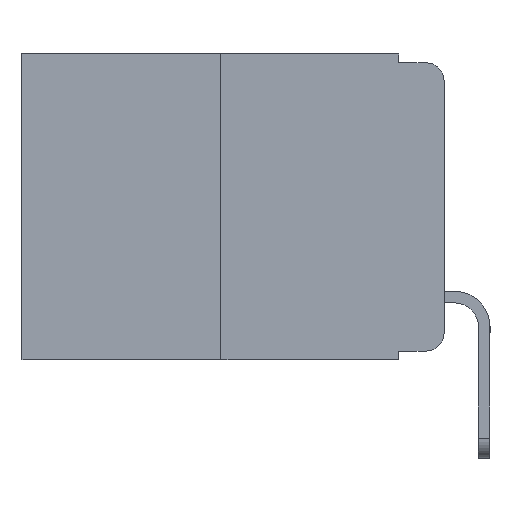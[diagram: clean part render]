
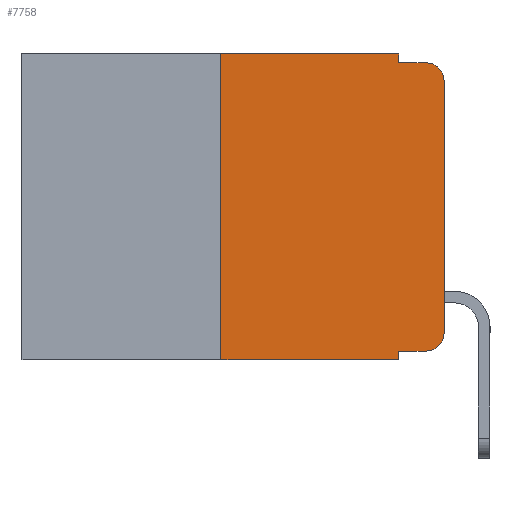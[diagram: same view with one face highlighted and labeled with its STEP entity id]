
A CAD part, left-side view. The second image highlights one B-rep face of the part: STEP entity #7758.
In plain terms, the highlighted planar face has unit normal (-1, 0, 0).
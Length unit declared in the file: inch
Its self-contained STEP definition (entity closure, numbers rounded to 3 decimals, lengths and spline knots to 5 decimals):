
#1 = ORIENTED_EDGE ( 'NONE', *, *, #11148, .F. ) ;
#312 = ORIENTED_EDGE ( 'NONE', *, *, #11166, .F. ) ;
#375 = CIRCLE ( 'NONE', #9715, 0.02 ) ;
#676 = ORIENTED_EDGE ( 'NONE', *, *, #8871, .F. ) ;
#726 = ORIENTED_EDGE ( 'NONE', *, *, #11192, .F. ) ;
#867 = CARTESIAN_POINT ( 'NONE',  ( 0., 0.051, -0.01 ) ) ;
#891 = DIRECTION ( 'NONE',  ( 0., 0., -1. ) ) ;
#901 = LINE ( 'NONE', #2691, #14451 ) ;
#921 = VERTEX_POINT ( 'NONE', #12329 ) ;
#932 = ORIENTED_EDGE ( 'NONE', *, *, #10394, .T. ) ;
#1158 = DIRECTION ( 'NONE',  ( -1., 0., 0. ) ) ;
#1513 = VECTOR ( 'NONE', #13051, 39.37008 ) ;
#1644 = ORIENTED_EDGE ( 'NONE', *, *, #11194, .F. ) ;
#1661 = ORIENTED_EDGE ( 'NONE', *, *, #11269, .T. ) ;
#1753 = ORIENTED_EDGE ( 'NONE', *, *, #11288, .T. ) ;
#1977 = LINE ( 'NONE', #14425, #15480 ) ;
#2327 = CARTESIAN_POINT ( 'NONE',  ( 0., 0.051, -0.01 ) ) ;
#2490 = VECTOR ( 'NONE', #2618, 39.37008 ) ;
#2493 = VERTEX_POINT ( 'NONE', #5955 ) ;
#2618 = DIRECTION ( 'NONE',  ( 0., 0., -1. ) ) ;
#2691 = CARTESIAN_POINT ( 'NONE',  ( 0., 0.051, -0.333 ) ) ;
#2859 = VERTEX_POINT ( 'NONE', #2327 ) ;
#3778 = CARTESIAN_POINT ( 'NONE',  ( 0., 0.473, 0. ) ) ;
#3982 = LINE ( 'NONE', #14324, #7486 ) ;
#3999 = LINE ( 'NONE', #12531, #13564 ) ;
#4082 = CARTESIAN_POINT ( 'NONE',  ( 0., 0.02, -0.03 ) ) ;
#5106 = VERTEX_POINT ( 'NONE', #8373 ) ;
#5270 = ORIENTED_EDGE ( 'NONE', *, *, #11124, .T. ) ;
#5673 = DIRECTION ( 'NONE',  ( 0., 0., -1. ) ) ;
#5686 = VERTEX_POINT ( 'NONE', #16931 ) ;
#5737 = DIRECTION ( 'NONE',  ( 0., 0., -1. ) ) ;
#5955 = CARTESIAN_POINT ( 'NONE',  ( 0., 0.25, -0.343 ) ) ;
#6157 = LINE ( 'NONE', #16603, #2490 ) ;
#6207 = AXIS2_PLACEMENT_3D ( 'NONE', #14396, #9889, #891 ) ;
#6734 = VERTEX_POINT ( 'NONE', #11893 ) ;
#7058 = VECTOR ( 'NONE', #14370, 39.37008 ) ;
#7386 = VERTEX_POINT ( 'NONE', #16723 ) ;
#7486 = VECTOR ( 'NONE', #9814, 39.37008 ) ;
#7758 = ADVANCED_FACE ( 'NONE', ( #15234 ), #12163, .F. ) ;
#8373 = CARTESIAN_POINT ( 'NONE',  ( 0., 0., -0.313 ) ) ;
#8835 = AXIS2_PLACEMENT_3D ( 'NONE', #4082, #13255, #5673 ) ;
#8871 = EDGE_CURVE ( 'NONE', #5686, #11723, #15515, .T. ) ;
#9715 = AXIS2_PLACEMENT_3D ( 'NONE', #10073, #1158, #11254 ) ;
#9814 = DIRECTION ( 'NONE',  ( 0., 0., 1. ) ) ;
#9889 = DIRECTION ( 'NONE',  ( 1., 0., 0. ) ) ;
#10013 = DIRECTION ( 'NONE',  ( 0., -1., 0. ) ) ;
#10073 = CARTESIAN_POINT ( 'NONE',  ( 0., 0.02, -0.313 ) ) ;
#10254 = DIRECTION ( 'NONE',  ( 0., -1., 0. ) ) ;
#10394 = EDGE_CURVE ( 'NONE', #2493, #11014, #3999, .T. ) ;
#11014 = VERTEX_POINT ( 'NONE', #11937 ) ;
#11106 = DIRECTION ( 'NONE',  ( 0., 0., 1. ) ) ;
#11124 = EDGE_CURVE ( 'NONE', #5106, #6734, #3982, .T. ) ;
#11127 = EDGE_CURVE ( 'NONE', #6734, #7386, #13551, .T. ) ;
#11148 = EDGE_CURVE ( 'NONE', #2859, #7386, #13229, .T. ) ;
#11166 = EDGE_CURVE ( 'NONE', #11723, #2859, #15813, .T. ) ;
#11192 = EDGE_CURVE ( 'NONE', #2493, #5686, #1977, .T. ) ;
#11194 = EDGE_CURVE ( 'NONE', #921, #11014, #6157, .T. ) ;
#11254 = DIRECTION ( 'NONE',  ( 0., 0., -1. ) ) ;
#11269 = EDGE_CURVE ( 'NONE', #921, #14048, #901, .T. ) ;
#11288 = EDGE_CURVE ( 'NONE', #14048, #5106, #375, .T. ) ;
#11718 = CARTESIAN_POINT ( 'NONE',  ( 0., 0.051, 0. ) ) ;
#11723 = VERTEX_POINT ( 'NONE', #11718 ) ;
#11893 = CARTESIAN_POINT ( 'NONE',  ( 0., 0., -0.03 ) ) ;
#11937 = CARTESIAN_POINT ( 'NONE',  ( 0., 0.051, -0.343 ) ) ;
#12163 = PLANE ( 'NONE',  #6207 ) ;
#12329 = CARTESIAN_POINT ( 'NONE',  ( 0., 0.051, -0.333 ) ) ;
#12531 = CARTESIAN_POINT ( 'NONE',  ( 0., 0.473, -0.343 ) ) ;
#12622 = CARTESIAN_POINT ( 'NONE',  ( 0., 0.02, -0.333 ) ) ;
#12878 = VECTOR ( 'NONE', #5737, 39.37008 ) ;
#13051 = DIRECTION ( 'NONE',  ( 0., -1., 0. ) ) ;
#13229 = LINE ( 'NONE', #867, #7058 ) ;
#13255 = DIRECTION ( 'NONE',  ( -1., 0., 0. ) ) ;
#13551 = CIRCLE ( 'NONE', #8835, 0.02 ) ;
#13564 = VECTOR ( 'NONE', #10254, 39.37008 ) ;
#14005 = EDGE_LOOP ( 'NONE', ( #5270, #15182, #1, #312, #676, #726, #932, #1644, #1661, #1753 ) ) ;
#14048 = VERTEX_POINT ( 'NONE', #12622 ) ;
#14324 = CARTESIAN_POINT ( 'NONE',  ( 0., 0., 0. ) ) ;
#14370 = DIRECTION ( 'NONE',  ( 0., -1., 0. ) ) ;
#14396 = CARTESIAN_POINT ( 'NONE',  ( 0., 0.473, 0. ) ) ;
#14425 = CARTESIAN_POINT ( 'NONE',  ( 0., 0.25, 0. ) ) ;
#14451 = VECTOR ( 'NONE', #10013, 39.37008 ) ;
#15182 = ORIENTED_EDGE ( 'NONE', *, *, #11127, .T. ) ;
#15234 = FACE_OUTER_BOUND ( 'NONE', #14005, .T. ) ;
#15480 = VECTOR ( 'NONE', #11106, 39.37008 ) ;
#15515 = LINE ( 'NONE', #3778, #1513 ) ;
#15813 = LINE ( 'NONE', #16560, #12878 ) ;
#16560 = CARTESIAN_POINT ( 'NONE',  ( 0., 0.051, 0. ) ) ;
#16603 = CARTESIAN_POINT ( 'NONE',  ( 0., 0.051, 0. ) ) ;
#16723 = CARTESIAN_POINT ( 'NONE',  ( 0., 0.02, -0.01 ) ) ;
#16931 = CARTESIAN_POINT ( 'NONE',  ( 0., 0.25, 0. ) ) ;
